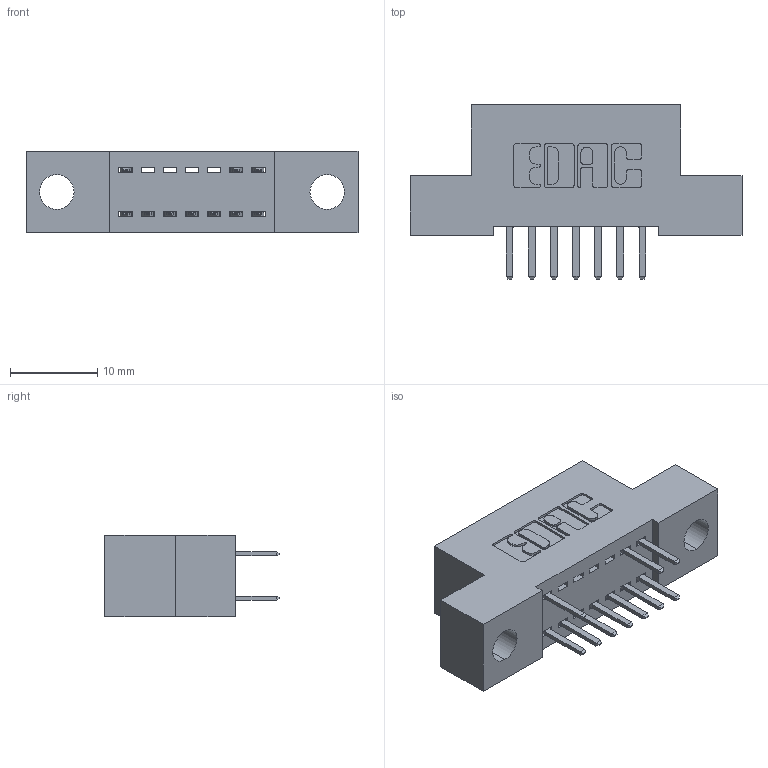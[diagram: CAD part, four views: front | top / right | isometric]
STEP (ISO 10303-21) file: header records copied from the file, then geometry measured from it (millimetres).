
FILE_DESCRIPTION (( 'STEP AP203' ), '1' );
FILE_NAME ('342-014-520-204.STEP', '2018-08-10T16:51:05', ( '' ), ( '' ), 'SwSTEP 2.0', 'SolidWorks 2016', '' );
FILE_SCHEMA (( 'CONFIG_CONTROL_DESIGN' ));
Length unit declared in the file: inch
Products named in the file (3): 342 Part_.156 TH; 345-292-001_345-293-120; 342-014-520-204
Assembly tree (11 placements, depth 2):
  342-014-520-204
    342 Part_.156 TH
    345-292-001_345-293-120  x10
Bounding box: 38.1 x 20.02 x 9.4 mm (x, y, z)
Volume: 3130.2 mm3; surface area: 3847.6 mm2
Topology: 11 solids, 11 shells, 694 faces, 2013 edges, 1314 vertices
Faces by surface type: plane 470, cylinder 224
Entity records: 8887 total; most frequent: CARTESIAN_POINT 1542, ORIENTED_EDGE 1470, DIRECTION 1363, EDGE_CURVE 735, LINE 603, VECTOR 603, VERTEX_POINT 486, AXIS2_PLACEMENT_3D 380
